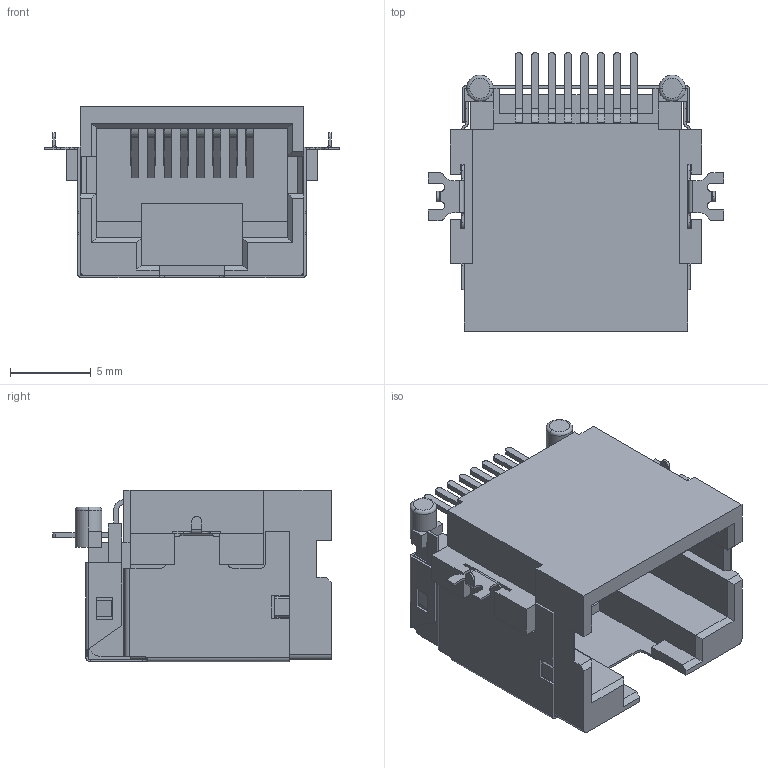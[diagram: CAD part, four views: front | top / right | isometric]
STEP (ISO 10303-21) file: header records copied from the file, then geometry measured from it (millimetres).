
FILE_DESCRIPTION((''),'2;1');
FILE_NAME('8_0_3D000_ASM_1_ASM','2020-08-14T10:30:42',('Administrator'),(''),'CREO PARAMETRIC BY PTC INC, 2018400','CREO PARAMETRIC BY PTC INC, 2018400','');
FILE_SCHEMA(('CONFIG_CONTROL_DESIGN'));
Length unit declared in the file: millimetre
Products named in the file (11): 700_1; 1100_1; 200_1; 600_1; 1000_1; 400_1; 300_1; 800_1; 900_1; 500_1; 8_0_3D000_ASM_1_ASM
Assembly tree (10 placements, depth 2):
  8_0_3D000_ASM_1_ASM
    700_1
    1100_1
    200_1
    600_1
    1000_1
    400_1
    300_1
    800_1
    900_1
    500_1
Bounding box: 18.34 x 17.3 x 10.65 mm (x, y, z)
Volume: 872.7 mm3; surface area: 2952.1 mm2
Topology: 10 solids, 10 shells, 726 faces, 2104 edges, 1380 vertices
Faces by surface type: plane 559, cylinder 159, torus 4, bspline 2, extrusion 2
Entity records: 24126 total; most frequent: CARTESIAN_POINT 4481, ORIENTED_EDGE 4208, DIRECTION 3890, EDGE_CURVE 2104, VECTOR 1744, LINE 1742, VERTEX_POINT 1380, AXIS2_PLACEMENT_3D 1073
